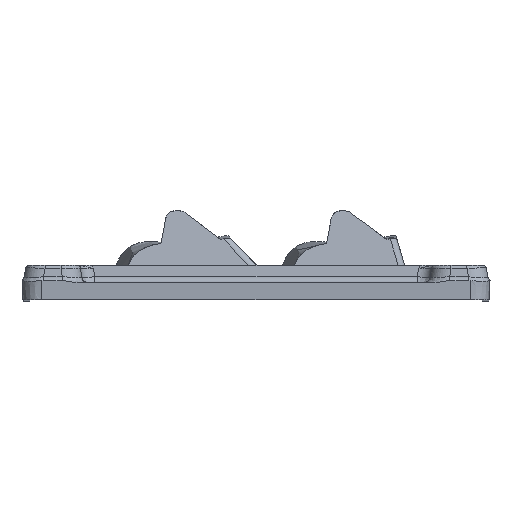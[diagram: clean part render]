
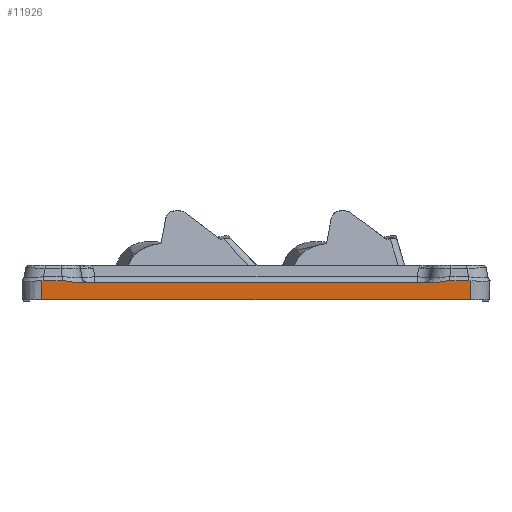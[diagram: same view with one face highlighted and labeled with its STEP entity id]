
A CAD part, front view. The second image highlights one B-rep face of the part: STEP entity #11926.
In plain terms, the highlighted planar face has unit normal (0, -0.999, -0.052).
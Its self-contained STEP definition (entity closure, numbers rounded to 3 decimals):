
#1164=DIRECTION('',(1.,0.,0.));
#1165=VECTOR('',#1164,65.729);
#1166=CARTESIAN_POINT('',(-13.798,-36.087,-1.254));
#1167=LINE('',#1166,#1165);
#1667=DIRECTION('',(0.,-0.052,0.999));
#1668=VECTOR('',#1667,2.932);
#1669=CARTESIAN_POINT('',(51.931,-36.087,-1.254));
#1670=LINE('',#1669,#1668);
#1682=DIRECTION('',(1.,0.,0.));
#1683=VECTOR('',#1682,54.888);
#1684=CARTESIAN_POINT('',(-8.378,-36.226,
1.405));
#1685=LINE('',#1684,#1683);
#1692=CARTESIAN_POINT('',(46.511,-36.226,1.405));
#1694=CARTESIAN_POINT('',(-8.378,-36.226,
1.405));
#1722=CARTESIAN_POINT('',(48.783,-36.241,1.682));
#1723=CARTESIAN_POINT('',(48.546,-36.241,1.682));
#1724=CARTESIAN_POINT('',(48.062,-36.238,1.631));
#1725=CARTESIAN_POINT('',(47.298,-36.23,1.471));
#1726=CARTESIAN_POINT('',(46.777,-36.226,1.405));
#1727=CARTESIAN_POINT('',(46.511,-36.226,1.405));
#3464=CARTESIAN_POINT('',(-13.545,-36.241,
1.682));
#3465=CARTESIAN_POINT('',(-13.573,-36.241,
1.682));
#3466=CARTESIAN_POINT('',(-13.63,-36.241,
1.681));
#3467=CARTESIAN_POINT('',(-13.714,-36.241,
1.678));
#3468=CARTESIAN_POINT('',(-13.77,-36.241,
1.675));
#3469=CARTESIAN_POINT('',(-13.798,-36.24,
1.673));
#3497=DIRECTION('',(-1.,0.,0.));
#3498=VECTOR('',#3497,2.895);
#3499=CARTESIAN_POINT('',(-10.65,-36.241,
1.682));
#3500=LINE('',#3499,#3498);
#3548=CARTESIAN_POINT('',(-8.378,-36.226,
1.405));
#3549=CARTESIAN_POINT('',(-8.643,-36.226,
1.405));
#3550=CARTESIAN_POINT('',(-9.165,-36.23,
1.471));
#3551=CARTESIAN_POINT('',(-9.929,-36.238,
1.631));
#3552=CARTESIAN_POINT('',(-10.413,-36.241,
1.682));
#3553=CARTESIAN_POINT('',(-10.65,-36.241,
1.682));
#3665=DIRECTION('',(0.,0.052,-0.999));
#3666=VECTOR('',#3665,2.932);
#3667=CARTESIAN_POINT('',(-13.798,-36.24,
1.673));
#3668=LINE('',#3667,#3666);
#4099=CARTESIAN_POINT('',(51.931,-36.24,1.673));
#4100=CARTESIAN_POINT('',(51.903,-36.241,1.675));
#4101=CARTESIAN_POINT('',(51.847,-36.241,1.678));
#4102=CARTESIAN_POINT('',(51.763,-36.241,1.681));
#4103=CARTESIAN_POINT('',(51.706,-36.241,1.682));
#4104=CARTESIAN_POINT('',(51.678,-36.241,1.682));
#4139=DIRECTION('',(-1.,0.,0.));
#4140=VECTOR('',#4139,2.895);
#4141=CARTESIAN_POINT('',(51.678,-36.241,1.682));
#4142=LINE('',#4141,#4140);
#8900=CARTESIAN_POINT('',(-13.545,-36.241,
1.682));
#8901=VERTEX_POINT('',#8900);
#8902=VERTEX_POINT('',#3469);
#8906=CARTESIAN_POINT('',(-10.65,-36.241,
1.682));
#8907=VERTEX_POINT('',#8906);
#8914=VERTEX_POINT('',#1694);
#8941=VERTEX_POINT('',#1692);
#8943=CARTESIAN_POINT('',(48.783,-36.241,1.682));
#8944=VERTEX_POINT('',#8943);
#8948=CARTESIAN_POINT('',(51.678,-36.241,1.682));
#8949=VERTEX_POINT('',#8948);
#8950=VERTEX_POINT('',#4099);
#8951=CARTESIAN_POINT('',(51.931,-36.087,-1.254));
#8952=VERTEX_POINT('',#8951);
#8953=CARTESIAN_POINT('',(-13.798,-36.087,-1.254));
#8954=VERTEX_POINT('',#8953);
#11901=CARTESIAN_POINT('',(-20.425,-36.226,1.405));
#11902=DIRECTION('',(0.,-0.999,-0.052));
#11903=DIRECTION('',(1.,0.,0.));
#11904=AXIS2_PLACEMENT_3D('',#11901,#11902,#11903);
#11905=PLANE('',#11904);
#11907=ORIENTED_EDGE('',*,*,#11906,.T.);
#11909=ORIENTED_EDGE('',*,*,#11908,.F.);
#11911=ORIENTED_EDGE('',*,*,#11910,.F.);
#11913=ORIENTED_EDGE('',*,*,#11912,.F.);
#11914=ORIENTED_EDGE('',*,*,#11892,.F.);
#11915=ORIENTED_EDGE('',*,*,#11089,.F.);
#11917=ORIENTED_EDGE('',*,*,#11916,.F.);
#11919=ORIENTED_EDGE('',*,*,#11918,.F.);
#11921=ORIENTED_EDGE('',*,*,#11920,.F.);
#11923=ORIENTED_EDGE('',*,*,#11922,.F.);
#11924=EDGE_LOOP('',(#11907,#11909,#11911,#11913,#11914,#11915,#11917,#11919,
#11921,#11923));
#11925=FACE_OUTER_BOUND('',#11924,.F.);
#11926=ADVANCED_FACE('',(#11925),#11905,.T.);
#1728=B_SPLINE_CURVE_WITH_KNOTS('',3,(#1722,#1723,#1724,#1725,#1726,#1727),
.UNSPECIFIED.,.F.,.F.,(4,1,1,4),(0.,0.333,0.667,1.),
.UNSPECIFIED.);
#3470=B_SPLINE_CURVE_WITH_KNOTS('',3,(#3464,#3465,#3466,#3467,#3468,#3469),
.UNSPECIFIED.,.F.,.F.,(4,1,1,4),(0.,0.333,0.667,1.),
.UNSPECIFIED.);
#3554=B_SPLINE_CURVE_WITH_KNOTS('',3,(#3548,#3549,#3550,#3551,#3552,#3553),
.UNSPECIFIED.,.F.,.F.,(4,1,1,4),(0.,0.333,0.667,1.),
.UNSPECIFIED.);
#4105=B_SPLINE_CURVE_WITH_KNOTS('',3,(#4099,#4100,#4101,#4102,#4103,#4104),
.UNSPECIFIED.,.F.,.F.,(4,1,1,4),(0.,0.333,0.667,1.),
.UNSPECIFIED.);
#11089=EDGE_CURVE('',#8954,#8952,#1167,.T.);
#11892=EDGE_CURVE('',#8952,#8950,#1670,.T.);
#11906=EDGE_CURVE('',#8914,#8941,#1685,.T.);
#11908=EDGE_CURVE('',#8944,#8941,#1728,.T.);
#11910=EDGE_CURVE('',#8949,#8944,#4142,.T.);
#11912=EDGE_CURVE('',#8950,#8949,#4105,.T.);
#11916=EDGE_CURVE('',#8902,#8954,#3668,.T.);
#11918=EDGE_CURVE('',#8901,#8902,#3470,.T.);
#11920=EDGE_CURVE('',#8907,#8901,#3500,.T.);
#11922=EDGE_CURVE('',#8914,#8907,#3554,.T.);
